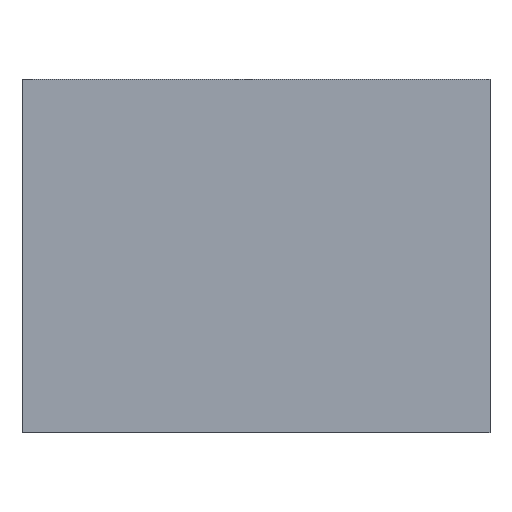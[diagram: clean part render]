
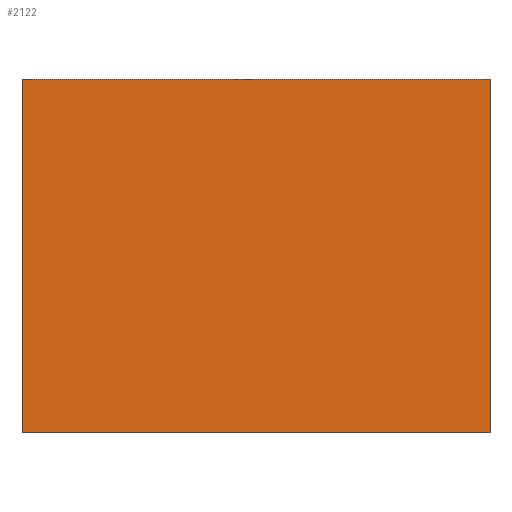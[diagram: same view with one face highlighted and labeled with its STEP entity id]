
A CAD part, left-side view. The second image highlights one B-rep face of the part: STEP entity #2122.
In plain terms, the highlighted planar face has unit normal (-1, 0, 0).
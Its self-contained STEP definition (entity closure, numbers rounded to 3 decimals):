
#455=ORIENTED_EDGE('',*,*,#897,.F.);
#456=ORIENTED_EDGE('',*,*,#898,.T.);
#457=ORIENTED_EDGE('',*,*,#899,.T.);
#458=ORIENTED_EDGE('',*,*,#900,.F.);
#459=ORIENTED_EDGE('',*,*,#901,.T.);
#460=ORIENTED_EDGE('',*,*,#902,.T.);
#461=ORIENTED_EDGE('',*,*,#903,.F.);
#462=ORIENTED_EDGE('',*,*,#904,.F.);
#897=EDGE_CURVE('',#1122,#1123,#1360,.T.);
#898=EDGE_CURVE('',#1122,#1124,#1361,.T.);
#899=EDGE_CURVE('',#1124,#1125,#1362,.T.);
#900=EDGE_CURVE('',#1126,#1125,#1363,.T.);
#901=EDGE_CURVE('',#1126,#1127,#1364,.T.);
#902=EDGE_CURVE('',#1127,#1128,#1365,.T.);
#903=EDGE_CURVE('',#1129,#1128,#1366,.T.);
#904=EDGE_CURVE('',#1123,#1129,#1367,.T.);
#1122=VERTEX_POINT('',#4448);
#1123=VERTEX_POINT('',#4449);
#1124=VERTEX_POINT('',#4451);
#1125=VERTEX_POINT('',#4453);
#1126=VERTEX_POINT('',#4455);
#1127=VERTEX_POINT('',#4457);
#1128=VERTEX_POINT('',#4459);
#1129=VERTEX_POINT('',#4461);
#1360=LINE('',#4447,#1621);
#1361=LINE('',#4450,#1622);
#1362=LINE('',#4452,#1623);
#1363=LINE('',#4454,#1624);
#1364=LINE('',#4456,#1625);
#1365=LINE('',#4458,#1626);
#1366=LINE('',#4460,#1627);
#1367=LINE('',#4462,#1628);
#1621=VECTOR('',#3325,1000.);
#1622=VECTOR('',#3326,1000.);
#1623=VECTOR('',#3327,1000.);
#1624=VECTOR('',#3328,1000.);
#1625=VECTOR('',#3329,1000.);
#1626=VECTOR('',#3330,1000.);
#1627=VECTOR('',#3331,1000.);
#1628=VECTOR('',#3332,1000.);
#1766=EDGE_LOOP('',(#455,#456,#457,#458,#459,#460,#461,#462));
#1895=FACE_BOUND('',#1766,.T.);
#2010=PLANE('',#2932);
#2122=ADVANCED_FACE('',(#1895),#2010,.F.);
#2932=AXIS2_PLACEMENT_3D('',#4446,#3323,#3324);
#3323=DIRECTION('',(1.,0.,0.));
#3324=DIRECTION('',(0.,0.,-1.));
#3325=DIRECTION('',(0.,0.,1.));
#3326=DIRECTION('',(0.,1.,0.));
#3327=DIRECTION('',(0.,0.,1.));
#3328=DIRECTION('',(0.,-1.,0.));
#3329=DIRECTION('',(0.,0.,-1.));
#3330=DIRECTION('',(0.,-1.,0.));
#3331=DIRECTION('',(0.,0.,-1.));
#3332=DIRECTION('',(0.,-1.,0.));
#4446=CARTESIAN_POINT('',(-2.05,2.05,3.1));
#4447=CARTESIAN_POINT('',(-2.05,-1.2,3.1));
#4448=CARTESIAN_POINT('',(-2.05,-1.2,3.1));
#4449=CARTESIAN_POINT('',(-2.05,-1.2,3.1));
#4450=CARTESIAN_POINT('',(-2.05,-1.2,3.1));
#4451=CARTESIAN_POINT('',(-2.05,1.2,3.1));
#4452=CARTESIAN_POINT('',(-2.05,1.2,3.1));
#4453=CARTESIAN_POINT('',(-2.05,1.2,3.1));
#4454=CARTESIAN_POINT('',(-2.05,2.05,3.1));
#4455=CARTESIAN_POINT('',(-2.05,2.05,3.1));
#4456=CARTESIAN_POINT('',(-2.05,2.05,3.1));
#4457=CARTESIAN_POINT('',(-2.05,2.05,0.));
#4458=CARTESIAN_POINT('',(-2.05,2.05,0.));
#4459=CARTESIAN_POINT('',(-2.05,-2.05,0.));
#4460=CARTESIAN_POINT('',(-2.05,-2.05,3.1));
#4461=CARTESIAN_POINT('',(-2.05,-2.05,3.1));
#4462=CARTESIAN_POINT('',(-2.05,2.05,3.1));
